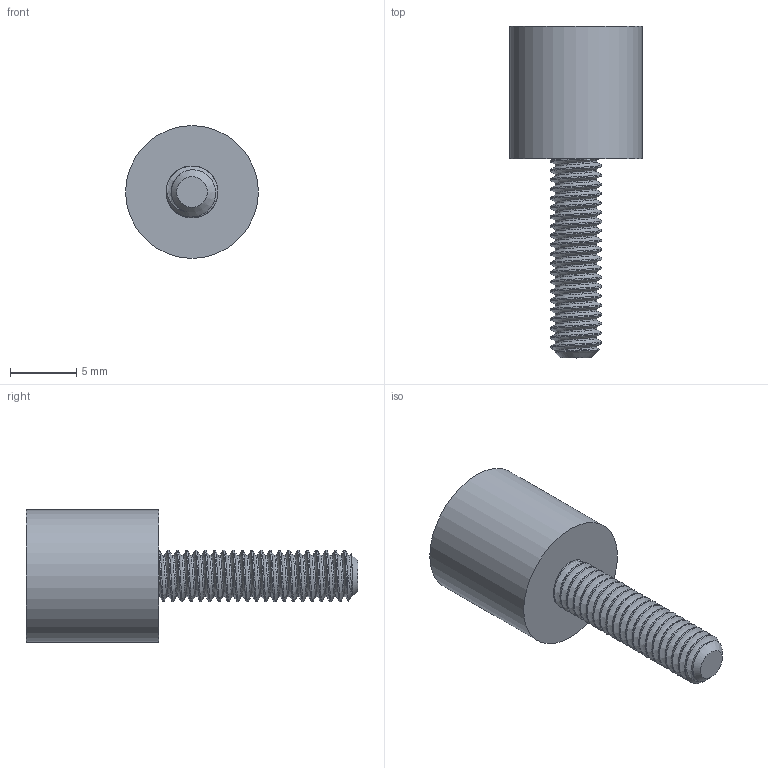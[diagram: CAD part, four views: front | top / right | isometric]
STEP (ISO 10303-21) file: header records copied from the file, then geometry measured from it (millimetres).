
FILE_DESCRIPTION(/* description */ (''),/* implementation_level */ '2;1');
FILE_NAME(/* name */ '10mmL Screw v1.step',/* time_stamp */ '2023-03-10T18:30:55Z',/* author */ (''),/* organization */ (''),/* preprocessor_version */ 'ST-DEVELOPER v19.2',/* originating_system */ 'Autodesk Translation Framework v11.17.0.187',/* authorisation */ '');
FILE_SCHEMA (('AUTOMOTIVE_DESIGN { 1 0 10303 214 3 1 1 }'));
Length unit declared in the file: millimetre
Products named in the file (1): 4mmD/10mmL Screw
Bounding box: 10 x 25 x 10 mm (x, y, z)
Volume: 777.8 mm3; surface area: 838.5 mm2
Topology: 1 solids, 1 shells, 65 faces, 170 edges, 109 vertices
Faces by surface type: cylinder 45, plane 16, cone 2, bspline 2
Full cylindrical faces by diameter (mm): 3.111 x8, 3.908 x13, 10 x1
Entity records: 4660 total; most frequent: CARTESIAN_POINT 3207, ORIENTED_EDGE 340, DIRECTION 221, EDGE_CURVE 170, VERTEX_POINT 109, B_SPLINE_CURVE_WITH_KNOTS 92, AXIS2_PLACEMENT_3D 79, EDGE_LOOP 67
